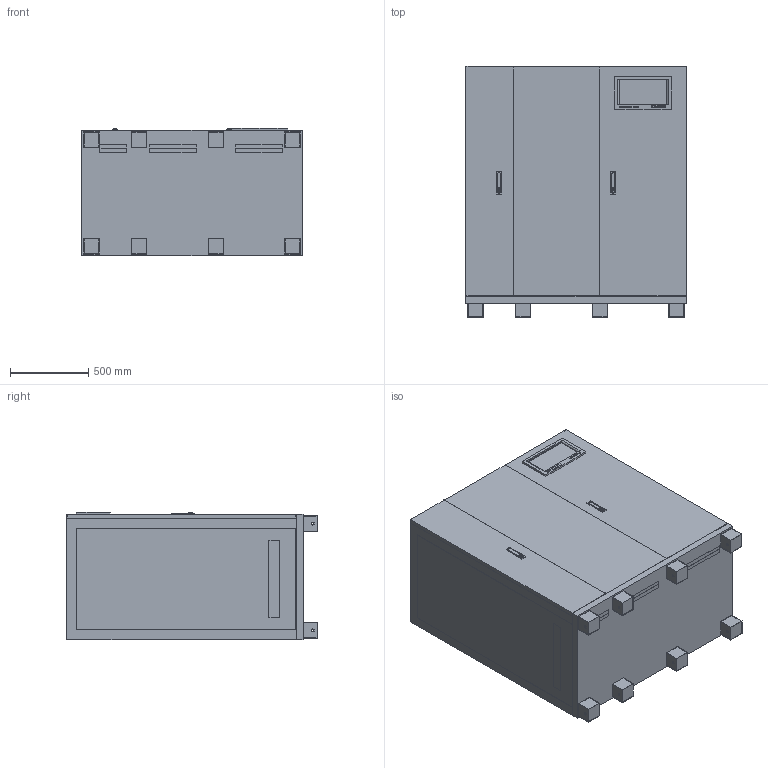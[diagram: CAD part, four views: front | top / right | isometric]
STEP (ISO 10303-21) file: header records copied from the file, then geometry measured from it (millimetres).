
FILE_DESCRIPTION (( 'STEP AP214' ), '1' );
FILE_NAME ('A1100.STEP', '2025-09-12T18:39:15', ( '' ), ( '' ), 'SwSTEP 2.0', 'SolidWorks 2016', '' );
FILE_SCHEMA (( 'AUTOMOTIVE_DESIGN' ));
Length unit declared in the file: inch
Products named in the file (5): A1100; A1100 Item 1; ALock; ADisplaly; ABase1100
Assembly tree (5 placements, depth 2):
  A1100
    ABase1100
    A1100 Item 1
    ALock  x2
    ADisplaly
Bounding box: 1405 x 1603 x 812.7 mm (x, y, z)
Volume: 1695640836.5 mm3; surface area: 12826874.6 mm2
Topology: 5 solids, 5 shells, 472 faces, 1173 edges, 778 vertices
Faces by surface type: plane 372, cylinder 100
Entity records: 12922 total; most frequent: CARTESIAN_POINT 2214, ORIENTED_EDGE 2136, DIRECTION 2114, EDGE_CURVE 1068, VECTOR 898, LINE 898, VERTEX_POINT 708, AXIS2_PLACEMENT_3D 608
